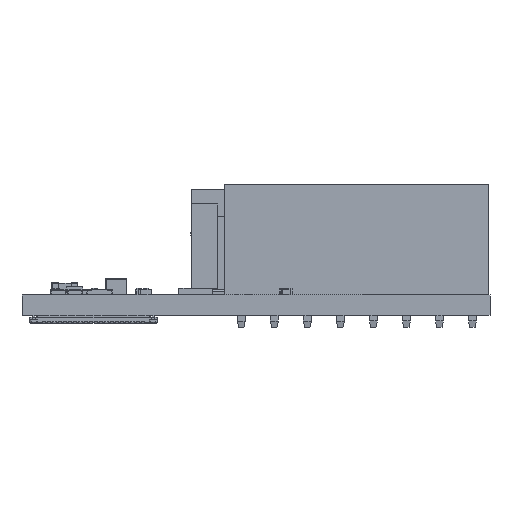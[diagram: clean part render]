
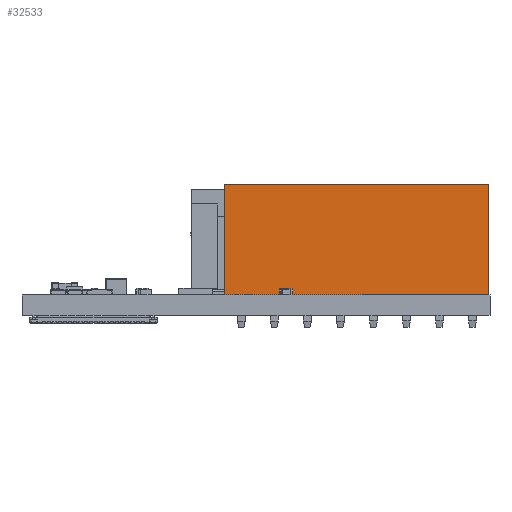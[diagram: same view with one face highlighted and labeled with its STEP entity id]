
A CAD part, front view. The second image highlights one B-rep face of the part: STEP entity #32533.
In plain terms, the highlighted face is planar.
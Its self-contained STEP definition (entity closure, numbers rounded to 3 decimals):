
#3711=FACE_OUTER_BOUND('',#5594,.T.);
#5594=EDGE_LOOP('',(#26935,#26936,#26937,#26938));
#8306=LINE('',#51993,#11877);
#8388=LINE('',#52160,#11959);
#8732=LINE('',#52865,#12303);
#8733=LINE('',#52866,#12304);
#11877=VECTOR('',#40464,1.);
#11959=VECTOR('',#40592,1.);
#12303=VECTOR('',#41262,1.);
#12304=VECTOR('',#41263,1.);
#15068=VERTEX_POINT('',#51990);
#15069=VERTEX_POINT('',#51992);
#15130=VERTEX_POINT('',#52158);
#15131=VERTEX_POINT('',#52159);
#18924=EDGE_CURVE('',#15068,#15069,#8306,.T.);
#19006=EDGE_CURVE('',#15130,#15131,#8388,.T.);
#19350=EDGE_CURVE('',#15069,#15130,#8732,.T.);
#19351=EDGE_CURVE('',#15068,#15131,#8733,.T.);
#26935=ORIENTED_EDGE('',*,*,#19350,.F.);
#26936=ORIENTED_EDGE('',*,*,#18924,.F.);
#26937=ORIENTED_EDGE('',*,*,#19351,.T.);
#26938=ORIENTED_EDGE('',*,*,#19006,.F.);
#31001=PLANE('',#34956);
#32533=ADVANCED_FACE('',(#3711),#31001,.T.);
#34956=AXIS2_PLACEMENT_3D('',#52864,#41260,#41261);
#40464=DIRECTION('',(0.,0.,1.));
#40592=DIRECTION('',(0.,0.,-1.));
#41260=DIRECTION('center_axis',(1.,0.,0.));
#41261=DIRECTION('ref_axis',(0.,0.,-1.));
#41262=DIRECTION('',(0.,1.,0.));
#41263=DIRECTION('',(0.,1.,0.));
#51990=CARTESIAN_POINT('',(1.27,0.,-1.27));
#51992=CARTESIAN_POINT('',(1.27,0.,19.05));
#51993=CARTESIAN_POINT('',(1.27,0.,-1.27));
#52158=CARTESIAN_POINT('',(1.27,8.5,19.05));
#52159=CARTESIAN_POINT('',(1.27,8.5,-1.27));
#52160=CARTESIAN_POINT('',(1.27,8.5,19.05));
#52864=CARTESIAN_POINT('Origin',(1.27,0.,1.27));
#52865=CARTESIAN_POINT('',(1.27,0.,19.05));
#52866=CARTESIAN_POINT('',(1.27,0.,-1.27));
